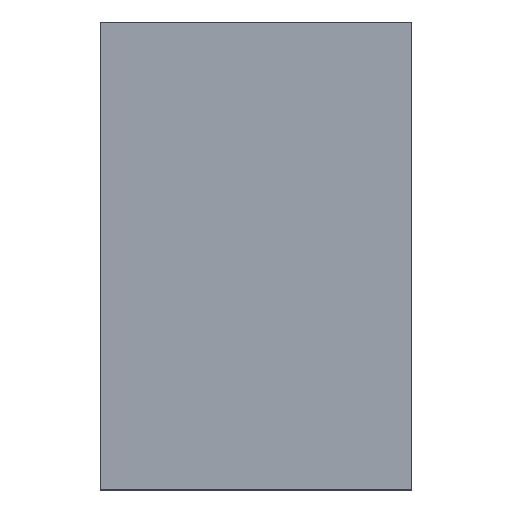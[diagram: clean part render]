
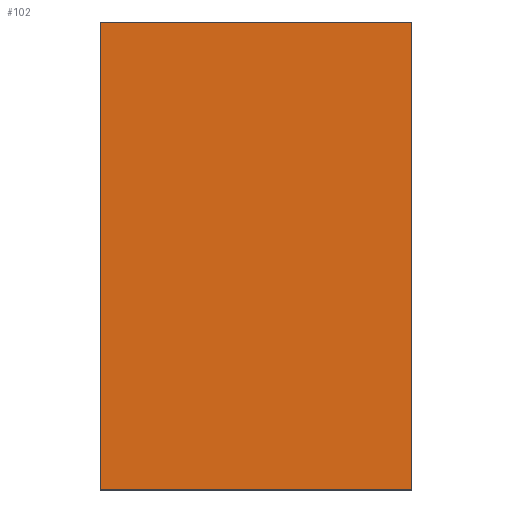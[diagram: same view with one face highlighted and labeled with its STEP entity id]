
A CAD part, top view. The second image highlights one B-rep face of the part: STEP entity #102.
In plain terms, the highlighted planar face has unit normal (0, 0, 1).
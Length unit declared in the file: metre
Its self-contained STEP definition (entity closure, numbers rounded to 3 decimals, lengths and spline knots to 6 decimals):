
#28=ORIENTED_EDGE('',*,*,#38,.F.);
#29=ORIENTED_EDGE('',*,*,#42,.T.);
#30=ORIENTED_EDGE('',*,*,#45,.T.);
#31=ORIENTED_EDGE('',*,*,#47,.F.);
#38=EDGE_CURVE('',#50,#51,#58,.T.);
#42=EDGE_CURVE('',#50,#53,#62,.T.);
#45=EDGE_CURVE('',#53,#55,#65,.T.);
#47=EDGE_CURVE('',#51,#55,#67,.T.);
#50=VERTEX_POINT('',#155);
#51=VERTEX_POINT('',#157);
#53=VERTEX_POINT('',#163);
#55=VERTEX_POINT('',#169);
#58=LINE('',#156,#70);
#62=LINE('',#164,#74);
#65=LINE('',#170,#77);
#67=LINE('',#173,#79);
#70=VECTOR('',#129,1.);
#74=VECTOR('',#135,1.);
#77=VECTOR('',#140,1.);
#79=VECTOR('',#144,1.);
#84=EDGE_LOOP('',(#28,#29,#30,#31));
#90=FACE_BOUND('',#84,.T.);
#96=PLANE('',#121);
#102=ADVANCED_FACE('',(#90),#96,.T.);
#121=AXIS2_PLACEMENT_3D('',#174,#145,#146);
#129=DIRECTION('',(1.,0.,0.));
#135=DIRECTION('',(0.,-1.,0.));
#140=DIRECTION('',(1.,0.,0.));
#144=DIRECTION('',(0.,-1.,0.));
#145=DIRECTION('',(0.,0.,1.));
#146=DIRECTION('',(1.,0.,0.));
#155=CARTESIAN_POINT('',(-0.0254,0.0381,0.002));
#156=CARTESIAN_POINT('',(0.,0.0381,0.002));
#157=CARTESIAN_POINT('',(0.0254,0.0381,0.002));
#163=CARTESIAN_POINT('',(-0.0254,-0.0381,0.002));
#164=CARTESIAN_POINT('',(-0.0254,0.,0.002));
#169=CARTESIAN_POINT('',(0.0254,-0.0381,0.002));
#170=CARTESIAN_POINT('',(0.,-0.0381,0.002));
#173=CARTESIAN_POINT('',(0.0254,0.,0.002));
#174=CARTESIAN_POINT('',(0.,0.,0.002));
